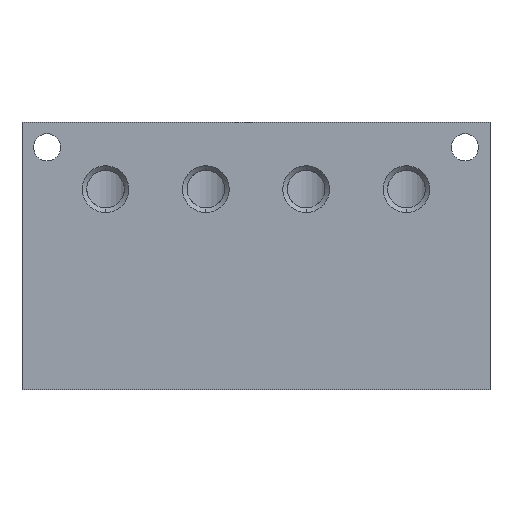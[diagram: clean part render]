
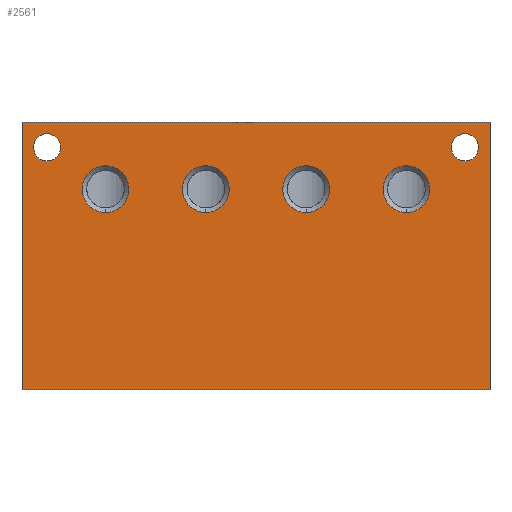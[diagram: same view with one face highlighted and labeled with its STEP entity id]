
A CAD part, front view. The second image highlights one B-rep face of the part: STEP entity #2561.
In plain terms, the highlighted planar face has unit normal (0, -1, 0).
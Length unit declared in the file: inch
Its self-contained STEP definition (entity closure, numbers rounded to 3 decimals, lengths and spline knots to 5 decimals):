
#5=DIRECTION('',(1.,0.,0.));
#6=VECTOR('',#5,7.);
#7=CARTESIAN_POINT('',(0.,-2.,0.));
#8=LINE('',#7,#6);
#55=DIRECTION('',(0.,0.,1.));
#56=VECTOR('',#55,4.);
#57=CARTESIAN_POINT('',(7.,-2.,0.));
#58=LINE('',#57,#56);
#69=DIRECTION('',(0.,0.,1.));
#70=VECTOR('',#69,4.);
#71=CARTESIAN_POINT('',(0.,-2.,0.));
#72=LINE('',#71,#70);
#73=CARTESIAN_POINT('',(0.375,-2.,3.625));
#74=DIRECTION('',(0.,1.,0.));
#75=DIRECTION('',(0.,0.,-1.));
#76=AXIS2_PLACEMENT_3D('',#73,#74,#75);
#78=CARTESIAN_POINT('',(0.375,-2.,3.625));
#79=DIRECTION('',(0.,1.,0.));
#80=DIRECTION('',(0.,0.,1.));
#81=AXIS2_PLACEMENT_3D('',#78,#79,#80);
#83=CARTESIAN_POINT('',(6.625,-2.,3.625));
#84=DIRECTION('',(0.,1.,0.));
#85=DIRECTION('',(0.,0.,-1.));
#86=AXIS2_PLACEMENT_3D('',#83,#84,#85);
#88=CARTESIAN_POINT('',(6.625,-2.,3.625));
#89=DIRECTION('',(0.,1.,0.));
#90=DIRECTION('',(0.,0.,1.));
#91=AXIS2_PLACEMENT_3D('',#88,#89,#90);
#93=CARTESIAN_POINT('',(1.25,-2.,3.));
#94=DIRECTION('',(0.,1.,0.));
#95=DIRECTION('',(0.,0.,-1.));
#96=AXIS2_PLACEMENT_3D('',#93,#94,#95);
#98=CARTESIAN_POINT('',(1.25,-2.,3.));
#99=DIRECTION('',(0.,1.,0.));
#100=DIRECTION('',(0.,0.,1.));
#101=AXIS2_PLACEMENT_3D('',#98,#99,#100);
#103=CARTESIAN_POINT('',(2.75,-2.,3.));
#104=DIRECTION('',(0.,1.,0.));
#105=DIRECTION('',(0.,0.,-1.));
#106=AXIS2_PLACEMENT_3D('',#103,#104,#105);
#108=CARTESIAN_POINT('',(2.75,-2.,3.));
#109=DIRECTION('',(0.,1.,0.));
#110=DIRECTION('',(0.,0.,1.));
#111=AXIS2_PLACEMENT_3D('',#108,#109,#110);
#113=CARTESIAN_POINT('',(4.25,-2.,3.));
#114=DIRECTION('',(0.,1.,0.));
#115=DIRECTION('',(0.,0.,-1.));
#116=AXIS2_PLACEMENT_3D('',#113,#114,#115);
#118=CARTESIAN_POINT('',(4.25,-2.,3.));
#119=DIRECTION('',(0.,1.,0.));
#120=DIRECTION('',(0.,0.,1.));
#121=AXIS2_PLACEMENT_3D('',#118,#119,#120);
#123=CARTESIAN_POINT('',(5.75,-2.,3.));
#124=DIRECTION('',(0.,1.,0.));
#125=DIRECTION('',(0.,0.,-1.));
#126=AXIS2_PLACEMENT_3D('',#123,#124,#125);
#128=CARTESIAN_POINT('',(5.75,-2.,3.));
#129=DIRECTION('',(0.,1.,0.));
#130=DIRECTION('',(0.,0.,1.));
#131=AXIS2_PLACEMENT_3D('',#128,#129,#130);
#145=DIRECTION('',(1.,0.,0.));
#146=VECTOR('',#145,7.);
#147=CARTESIAN_POINT('',(0.,-2.,4.));
#148=LINE('',#147,#146);
#2118=CARTESIAN_POINT('',(0.,-2.,0.));
#2120=VERTEX_POINT('',#2118);
#2121=CARTESIAN_POINT('',(7.,-2.,0.));
#2122=VERTEX_POINT('',#2121);
#2126=CARTESIAN_POINT('',(0.,-2.,4.));
#2128=VERTEX_POINT('',#2126);
#2129=CARTESIAN_POINT('',(7.,-2.,4.));
#2130=VERTEX_POINT('',#2129);
#2346=CARTESIAN_POINT('',(0.375,-2.,3.422));
#2347=CARTESIAN_POINT('',(0.375,-2.,3.828));
#2348=VERTEX_POINT('',#2346);
#2349=VERTEX_POINT('',#2347);
#2354=CARTESIAN_POINT('',(6.625,-2.,3.422));
#2355=CARTESIAN_POINT('',(6.625,-2.,3.828));
#2356=VERTEX_POINT('',#2354);
#2357=VERTEX_POINT('',#2355);
#2366=CARTESIAN_POINT('',(1.25,-2.,2.65));
#2367=CARTESIAN_POINT('',(1.25,-2.,3.35));
#2368=VERTEX_POINT('',#2366);
#2369=VERTEX_POINT('',#2367);
#2376=CARTESIAN_POINT('',(2.75,-2.,2.65));
#2377=CARTESIAN_POINT('',(2.75,-2.,3.35));
#2378=VERTEX_POINT('',#2376);
#2379=VERTEX_POINT('',#2377);
#2386=CARTESIAN_POINT('',(4.25,-2.,2.65));
#2387=CARTESIAN_POINT('',(4.25,-2.,3.35));
#2388=VERTEX_POINT('',#2386);
#2389=VERTEX_POINT('',#2387);
#2396=CARTESIAN_POINT('',(5.75,-2.,2.65));
#2397=CARTESIAN_POINT('',(5.75,-2.,3.35));
#2398=VERTEX_POINT('',#2396);
#2399=VERTEX_POINT('',#2397);
#2513=CARTESIAN_POINT('',(0.,-2.,0.));
#2514=DIRECTION('',(0.,-1.,0.));
#2515=DIRECTION('',(1.,0.,0.));
#2516=AXIS2_PLACEMENT_3D('',#2513,#2514,#2515);
#2517=PLANE('',#2516);
#2518=ORIENTED_EDGE('',*,*,#2437,.F.);
#2519=ORIENTED_EDGE('',*,*,#2456,.T.);
#2521=ORIENTED_EDGE('',*,*,#2520,.T.);
#2522=ORIENTED_EDGE('',*,*,#2499,.F.);
#2523=EDGE_LOOP('',(#2518,#2519,#2521,#2522));
#2524=FACE_OUTER_BOUND('',#2523,.F.);
#2526=ORIENTED_EDGE('',*,*,#2525,.F.);
#2528=ORIENTED_EDGE('',*,*,#2527,.F.);
#2529=EDGE_LOOP('',(#2526,#2528));
#2530=FACE_BOUND('',#2529,.F.);
#2532=ORIENTED_EDGE('',*,*,#2531,.F.);
#2534=ORIENTED_EDGE('',*,*,#2533,.F.);
#2535=EDGE_LOOP('',(#2532,#2534));
#2536=FACE_BOUND('',#2535,.F.);
#2538=ORIENTED_EDGE('',*,*,#2537,.F.);
#2540=ORIENTED_EDGE('',*,*,#2539,.F.);
#2541=EDGE_LOOP('',(#2538,#2540));
#2542=FACE_BOUND('',#2541,.F.);
#2544=ORIENTED_EDGE('',*,*,#2543,.F.);
#2546=ORIENTED_EDGE('',*,*,#2545,.F.);
#2547=EDGE_LOOP('',(#2544,#2546));
#2548=FACE_BOUND('',#2547,.F.);
#2550=ORIENTED_EDGE('',*,*,#2549,.F.);
#2552=ORIENTED_EDGE('',*,*,#2551,.F.);
#2553=EDGE_LOOP('',(#2550,#2552));
#2554=FACE_BOUND('',#2553,.F.);
#2556=ORIENTED_EDGE('',*,*,#2555,.F.);
#2558=ORIENTED_EDGE('',*,*,#2557,.F.);
#2559=EDGE_LOOP('',(#2556,#2558));
#2560=FACE_BOUND('',#2559,.F.);
#2561=ADVANCED_FACE('',(#2524,#2530,#2536,#2542,#2548,#2554,#2560),#2517,.T.);
#77=CIRCLE('',#76,0.203);
#82=CIRCLE('',#81,0.203);
#87=CIRCLE('',#86,0.203);
#92=CIRCLE('',#91,0.203);
#97=CIRCLE('',#96,0.35);
#102=CIRCLE('',#101,0.35);
#107=CIRCLE('',#106,0.35);
#112=CIRCLE('',#111,0.35);
#117=CIRCLE('',#116,0.35);
#122=CIRCLE('',#121,0.35);
#127=CIRCLE('',#126,0.35);
#132=CIRCLE('',#131,0.35);
#2437=EDGE_CURVE('',#2120,#2122,#8,.T.);
#2456=EDGE_CURVE('',#2120,#2128,#72,.T.);
#2499=EDGE_CURVE('',#2122,#2130,#58,.T.);
#2520=EDGE_CURVE('',#2128,#2130,#148,.T.);
#2525=EDGE_CURVE('',#2348,#2349,#77,.T.);
#2527=EDGE_CURVE('',#2349,#2348,#82,.T.);
#2531=EDGE_CURVE('',#2356,#2357,#87,.T.);
#2533=EDGE_CURVE('',#2357,#2356,#92,.T.);
#2537=EDGE_CURVE('',#2368,#2369,#97,.T.);
#2539=EDGE_CURVE('',#2369,#2368,#102,.T.);
#2543=EDGE_CURVE('',#2378,#2379,#107,.T.);
#2545=EDGE_CURVE('',#2379,#2378,#112,.T.);
#2549=EDGE_CURVE('',#2388,#2389,#117,.T.);
#2551=EDGE_CURVE('',#2389,#2388,#122,.T.);
#2555=EDGE_CURVE('',#2398,#2399,#127,.T.);
#2557=EDGE_CURVE('',#2399,#2398,#132,.T.);
